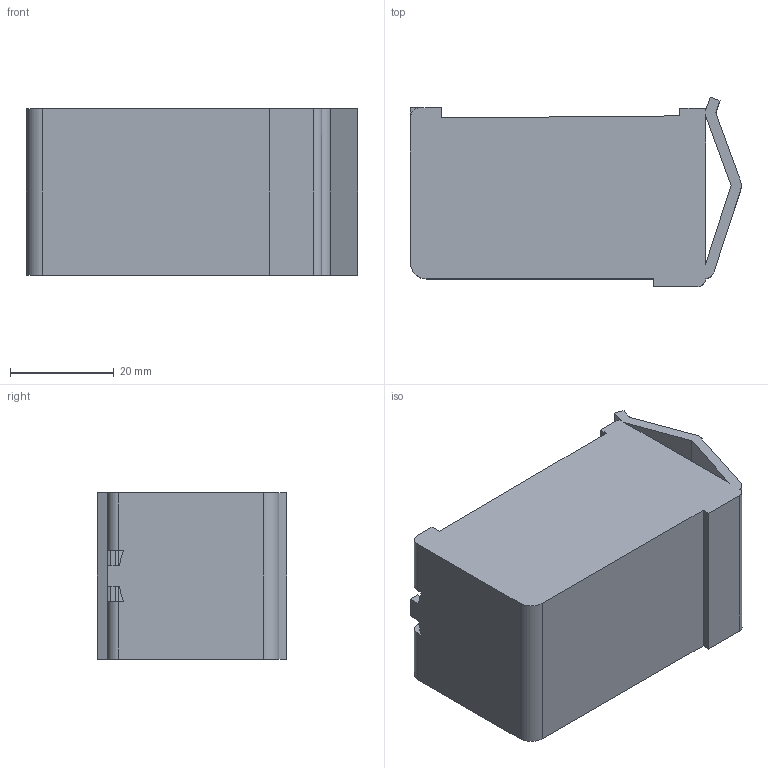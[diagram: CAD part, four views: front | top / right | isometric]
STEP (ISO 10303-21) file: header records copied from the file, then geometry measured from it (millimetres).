
FILE_DESCRIPTION((''),'2;1');
FILE_NAME('UBK_15-32T2','2023-03-06T',('dell'),(''),'PRO/ENGINEER BY PARAMETRIC TECHNOLOGY CORPORATION, 2013230','PRO/ENGINEER BY PARAMETRIC TECHNOLOGY CORPORATION, 2013230','');
FILE_SCHEMA(('CONFIG_CONTROL_DESIGN'));
Length unit declared in the file: millimetre
Products named in the file (1): UBK_15-32T2
Bounding box: 63.8 x 36.51 x 32 mm (x, y, z)
Volume: 59545.7 mm3; surface area: 11976.8 mm2
Topology: 1 solids, 1 shells, 47 faces, 143 edges, 96 vertices
Faces by surface type: plane 35, cylinder 12
Entity records: 1653 total; most frequent: CARTESIAN_POINT 294, ORIENTED_EDGE 286, DIRECTION 265, EDGE_CURVE 143, VECTOR 111, LINE 111, VERTEX_POINT 96, AXIS2_PLACEMENT_3D 77
